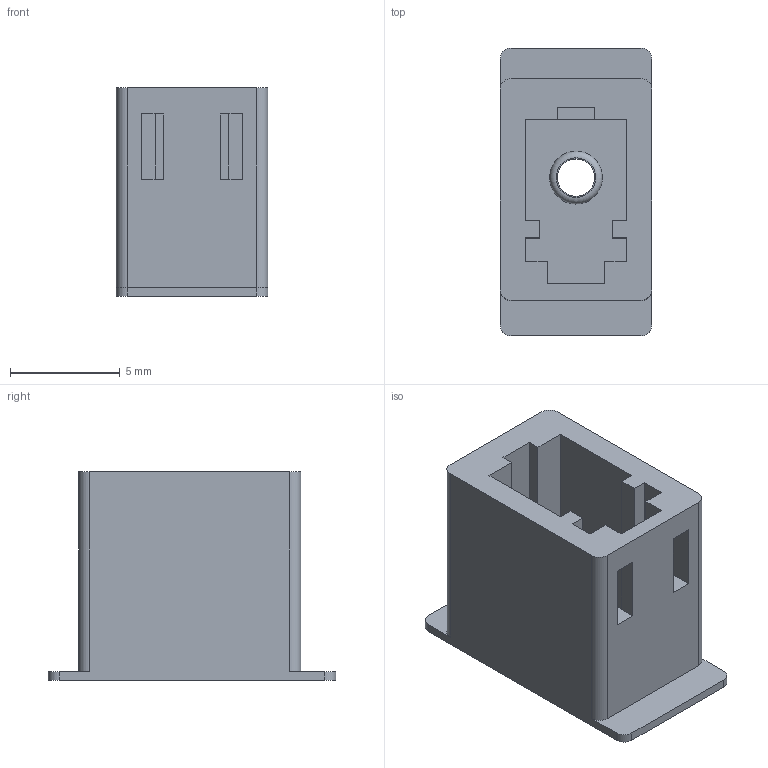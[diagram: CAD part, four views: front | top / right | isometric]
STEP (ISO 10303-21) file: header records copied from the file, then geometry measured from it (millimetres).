
FILE_DESCRIPTION(/* description */ ('STEP AP214'),/* implementation_level */ '2;1');
FILE_NAME(/* name */ '00_SM05LC-Step.ipt.step',/* time_stamp */ '2022-11-29T07:51:35+01:00',/* author */ (''),/* organization */ (''),/* preprocessor_version */ 'ST-DEVELOPER v18.1',/* originating_system */ 'Autodesk Inventor 2022',/* authorisation */ '');
FILE_SCHEMA (('AUTOMOTIVE_DESIGN { 1 0 10303 214 3 1 1 }'));
Length unit declared in the file: inch
Products named in the file (1): 00_SM05LC-Step
Bounding box: 6.9 x 13.1 x 9.5 mm (x, y, z)
Volume: 372.1 mm3; surface area: 786.8 mm2
Topology: 1 solids, 1 shells, 53 faces, 149 edges, 98 vertices
Faces by surface type: plane 42, cylinder 10, torus 1
Full cylindrical faces by diameter (mm): 1.7 x1, 2.4 x1
Entity records: 1810 total; most frequent: CARTESIAN_POINT 301, ORIENTED_EDGE 298, DIRECTION 280, EDGE_CURVE 149, LINE 126, VECTOR 126, VERTEX_POINT 98, AXIS2_PLACEMENT_3D 77
